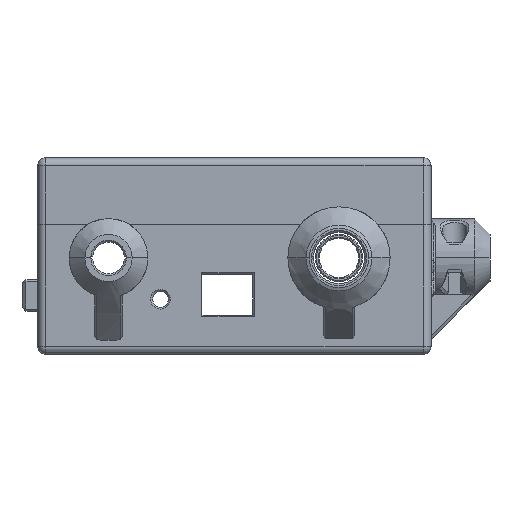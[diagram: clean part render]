
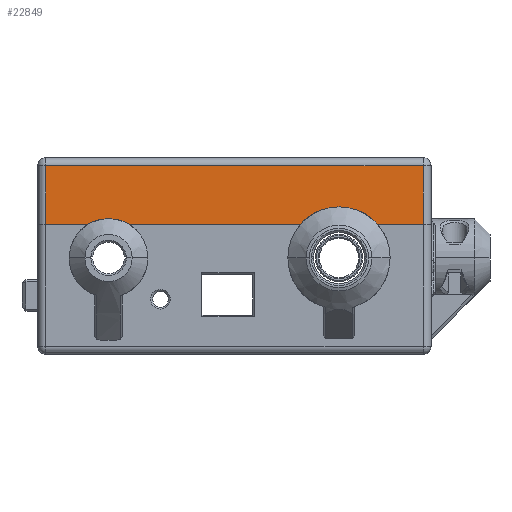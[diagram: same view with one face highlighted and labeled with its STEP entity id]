
A CAD part, front view. The second image highlights one B-rep face of the part: STEP entity #22849.
In plain terms, the highlighted face is planar.
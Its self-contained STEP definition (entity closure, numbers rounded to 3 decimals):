
#2263=FACE_OUTER_BOUND('',#3604,.T.);
#3604=EDGE_LOOP('',(#19852,#19853,#19854,#19855));
#5939=LINE('',#52525,#8503);
#5953=LINE('',#52557,#8517);
#5954=LINE('',#52561,#8518);
#5955=LINE('',#52562,#8519);
#8503=VECTOR('',#29316,10.);
#8517=VECTOR('',#29338,10.);
#8518=VECTOR('',#29343,10.);
#8519=VECTOR('',#29344,10.);
#10730=VERTEX_POINT('',#52523);
#10731=VERTEX_POINT('',#52524);
#10745=VERTEX_POINT('',#52556);
#10746=VERTEX_POINT('',#52560);
#13816=EDGE_CURVE('',#10730,#10731,#5939,.T.);
#13832=EDGE_CURVE('',#10730,#10745,#5953,.T.);
#13834=EDGE_CURVE('',#10746,#10731,#5954,.T.);
#13835=EDGE_CURVE('',#10745,#10746,#5955,.T.);
#19852=ORIENTED_EDGE('',*,*,#13816,.T.);
#19853=ORIENTED_EDGE('',*,*,#13834,.F.);
#19854=ORIENTED_EDGE('',*,*,#13835,.F.);
#19855=ORIENTED_EDGE('',*,*,#13832,.F.);
#21630=PLANE('',#24357);
#22849=ADVANCED_FACE('',(#2263),#21630,.T.);
#24357=AXIS2_PLACEMENT_3D('',#52559,#29341,#29342);
#29316=DIRECTION('',(0.,1.,0.));
#29338=DIRECTION('',(0.,0.,1.));
#29341=DIRECTION('center_axis',(1.,0.,0.));
#29342=DIRECTION('ref_axis',(0.,0.,
-1.));
#29343=DIRECTION('',(0.,0.,-1.));
#29344=DIRECTION('',(0.,1.,0.));
#52523=CARTESIAN_POINT('',(-75.555,-0.034,34.));
#52524=CARTESIAN_POINT('',(-75.555,95.966,34.));
#52525=CARTESIAN_POINT('',(-75.555,27.966,34.));
#52556=CARTESIAN_POINT('',(-75.555,-0.034,49.));
#52557=CARTESIAN_POINT('',(-75.555,-0.034,47.));
#52559=CARTESIAN_POINT('Origin',(-75.555,8.966,47.));
#52560=CARTESIAN_POINT('',(-75.555,95.966,49.));
#52561=CARTESIAN_POINT('',(-75.555,95.966,47.));
#52562=CARTESIAN_POINT('',(-75.555,27.966,49.));
